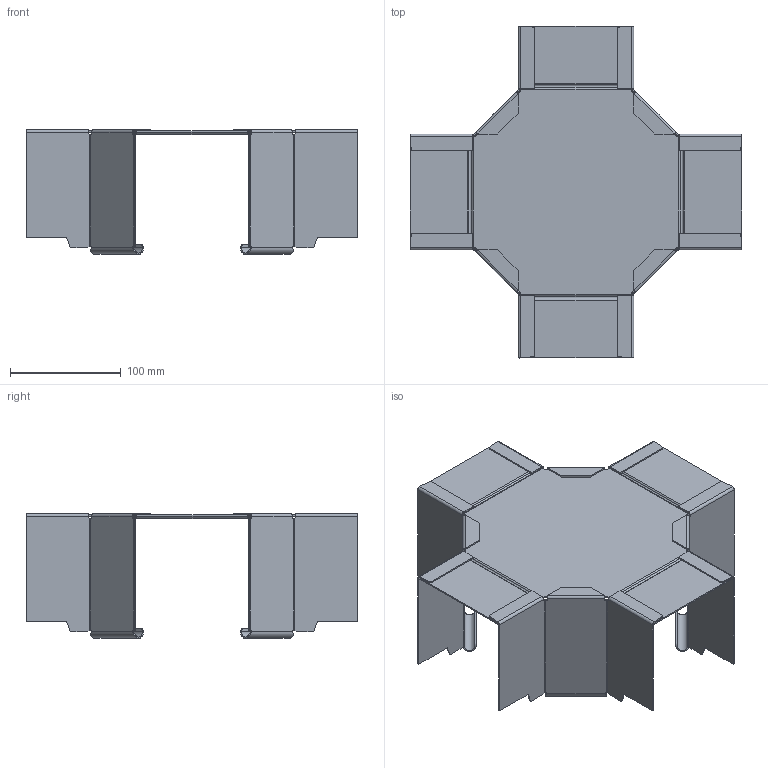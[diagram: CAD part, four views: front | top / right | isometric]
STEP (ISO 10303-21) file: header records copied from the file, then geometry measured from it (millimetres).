
FILE_DESCRIPTION((''),'2;1');
FILE_NAME('7027181_ASM','2014-05-07T',('AndreasKeweloh'),(''),'PRO/ENGINEER BY PARAMETRIC TECHNOLOGY CORPORATION, 2014000','PRO/ENGINEER BY PARAMETRIC TECHNOLOGY CORPORATION, 2014000','');
FILE_SCHEMA(('CONFIG_CONTROL_DESIGN'));
Length unit declared in the file: millimetre
Products named in the file (3): 7027181_INNENHOLM_110; 7027181_BODENBLECH_RKM_100; 7027181_ASM
Assembly tree (5 placements, depth 2):
  7027181_ASM
    7027181_INNENHOLM_110  x4
    7027181_BODENBLECH_RKM_100
Bounding box: 300.17 x 300.17 x 113 mm (x, y, z)
Volume: 171664.6 mm3; surface area: 279428.9 mm2
Topology: 5 solids, 5 shells, 410 faces, 968 edges, 568 vertices
Faces by surface type: plane 250, cylinder 120, bspline 40
Entity records: 4845 total; most frequent: CARTESIAN_POINT 1027, DIRECTION 800, ORIENTED_EDGE 760, EDGE_CURVE 380, AXIS2_PLACEMENT_3D 270, VECTOR 260, LINE 260, VERTEX_POINT 220
